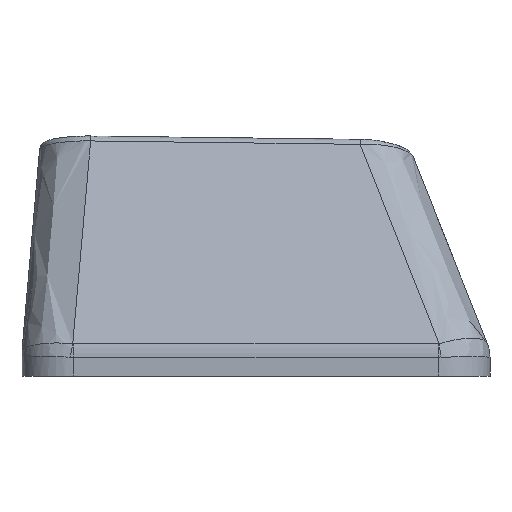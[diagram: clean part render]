
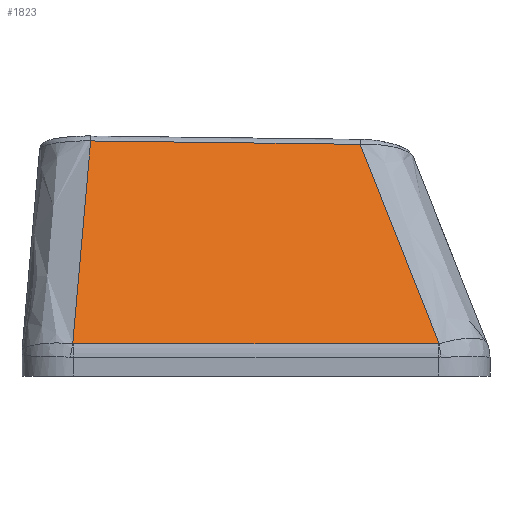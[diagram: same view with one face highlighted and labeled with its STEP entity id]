
A CAD part, left-side view. The second image highlights one B-rep face of the part: STEP entity #1823.
In plain terms, the highlighted free-form (B-spline) face has degree [3, 3] with [4, 4] control points.
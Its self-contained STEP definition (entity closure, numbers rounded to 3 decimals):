
#235=FACE_OUTER_BOUND('',#327,.T.);
#327=EDGE_LOOP('',(#1417,#1418,#1419,#1420,#1421,#1422));
#525=B_SPLINE_CURVE_WITH_KNOTS('',3,(#4054,#4055,#4056,#4057),
 .UNSPECIFIED.,.F.,.F.,(4,4),(0.,0.003),.UNSPECIFIED.);
#527=B_SPLINE_CURVE_WITH_KNOTS('',3,(#4081,#4082,#4083,#4084),
 .UNSPECIFIED.,.F.,.F.,(4,4),(0.,1.416),.UNSPECIFIED.);
#529=B_SPLINE_CURVE_WITH_KNOTS('',3,(#4108,#4109,#4110,#4111),
 .UNSPECIFIED.,.F.,.F.,(4,4),(0.,0.003),.UNSPECIFIED.);
#532=B_SPLINE_CURVE_WITH_KNOTS('',3,(#4207,#4208,#4209,#4210),
 .UNSPECIFIED.,.F.,.F.,(4,4),(0.032,0.914),
 .UNSPECIFIED.);
#533=B_SPLINE_CURVE_WITH_KNOTS('',3,(#4212,#4213,#4214,#4215),
 .UNSPECIFIED.,.F.,.F.,(4,4),(-1.046,0.),
 .UNSPECIFIED.);
#534=B_SPLINE_CURVE_WITH_KNOTS('',3,(#4216,#4217,#4218,#4219),
 .UNSPECIFIED.,.F.,.F.,(4,4),(-0.869,-0.026),
 .UNSPECIFIED.);
#735=VERTEX_POINT('',#4013);
#737=VERTEX_POINT('',#4052);
#739=VERTEX_POINT('',#4079);
#741=VERTEX_POINT('',#4106);
#748=VERTEX_POINT('',#4206);
#749=VERTEX_POINT('',#4211);
#977=EDGE_CURVE('',#737,#735,#525,.T.);
#980=EDGE_CURVE('',#739,#737,#527,.T.);
#983=EDGE_CURVE('',#741,#739,#529,.T.);
#995=EDGE_CURVE('',#748,#741,#532,.T.);
#996=EDGE_CURVE('',#749,#748,#533,.T.);
#997=EDGE_CURVE('',#735,#749,#534,.T.);
#1417=ORIENTED_EDGE('',*,*,#977,.F.);
#1418=ORIENTED_EDGE('',*,*,#980,.F.);
#1419=ORIENTED_EDGE('',*,*,#983,.F.);
#1420=ORIENTED_EDGE('',*,*,#995,.F.);
#1421=ORIENTED_EDGE('',*,*,#996,.F.);
#1422=ORIENTED_EDGE('',*,*,#997,.F.);
#1764=B_SPLINE_SURFACE_WITH_KNOTS('',3,3,((#4190,#4191,#4192,#4193),(#4194,
#4195,#4196,#4197),(#4198,#4199,#4200,#4201),(#4202,#4203,#4204,#4205)),
 .UNSPECIFIED.,.F.,.F.,.F.,(4,4),(4,4),(0.104,0.892),
(0.029,0.97),.UNSPECIFIED.);
#1823=ADVANCED_FACE('',(#235),#1764,.T.);
#4013=CARTESIAN_POINT('',(-8.986,7.111,0.255));
#4052=CARTESIAN_POINT('',(-8.987,7.08,0.253));
#4054=CARTESIAN_POINT('Ctrl Pts',(-8.987,7.08,0.253));
#4055=CARTESIAN_POINT('Ctrl Pts',(-8.987,7.091,0.253));
#4056=CARTESIAN_POINT('Ctrl Pts',(-8.986,7.101,0.254));
#4057=CARTESIAN_POINT('Ctrl Pts',(-8.986,7.111,0.255));
#4079=CARTESIAN_POINT('',(-8.984,-7.081,0.255));
#4081=CARTESIAN_POINT('Ctrl Pts',(-8.984,-7.081,0.255));
#4082=CARTESIAN_POINT('Ctrl Pts',(-8.985,-2.36,0.255));
#4083=CARTESIAN_POINT('Ctrl Pts',(-8.986,2.36,0.254));
#4084=CARTESIAN_POINT('Ctrl Pts',(-8.987,7.08,0.253));
#4106=CARTESIAN_POINT('',(-8.984,-7.106,0.257));
#4108=CARTESIAN_POINT('Ctrl Pts',(-8.984,-7.106,0.257));
#4109=CARTESIAN_POINT('Ctrl Pts',(-8.984,-7.098,0.256));
#4110=CARTESIAN_POINT('Ctrl Pts',(-8.984,-7.089,0.255));
#4111=CARTESIAN_POINT('Ctrl Pts',(-8.984,-7.081,0.255));
#4190=CARTESIAN_POINT('Ctrl Pts',(-6.06,-4.418,8.028));
#4191=CARTESIAN_POINT('Ctrl Pts',(-7.036,-5.315,5.435));
#4192=CARTESIAN_POINT('Ctrl Pts',(-8.011,-6.212,2.843));
#4193=CARTESIAN_POINT('Ctrl Pts',(-8.987,-7.109,0.25));
#4194=CARTESIAN_POINT('Ctrl Pts',(-6.06,-0.669,
8.062));
#4195=CARTESIAN_POINT('Ctrl Pts',(-7.036,-1.236,5.458));
#4196=CARTESIAN_POINT('Ctrl Pts',(-8.011,-1.802,2.854));
#4197=CARTESIAN_POINT('Ctrl Pts',(-8.987,-2.369,0.251));
#4198=CARTESIAN_POINT('Ctrl Pts',(-6.06,3.08,8.095));
#4199=CARTESIAN_POINT('Ctrl Pts',(-7.036,2.844,5.481));
#4200=CARTESIAN_POINT('Ctrl Pts',(-8.011,2.607,2.866));
#4201=CARTESIAN_POINT('Ctrl Pts',(-8.987,2.371,0.252));
#4202=CARTESIAN_POINT('Ctrl Pts',(-6.06,6.828,8.128));
#4203=CARTESIAN_POINT('Ctrl Pts',(-7.036,6.923,5.503));
#4204=CARTESIAN_POINT('Ctrl Pts',(-8.011,7.017,2.878));
#4205=CARTESIAN_POINT('Ctrl Pts',(-8.987,7.111,0.253));
#4206=CARTESIAN_POINT('',(-6.075,-4.042,7.993));
#4207=CARTESIAN_POINT('Ctrl Pts',(-6.075,-4.042,7.993));
#4208=CARTESIAN_POINT('Ctrl Pts',(-7.044,-5.063,5.414));
#4209=CARTESIAN_POINT('Ctrl Pts',(-8.014,-6.085,2.836));
#4210=CARTESIAN_POINT('Ctrl Pts',(-8.984,-7.106,0.257));
#4211=CARTESIAN_POINT('',(-6.06,6.417,8.125));
#4212=CARTESIAN_POINT('Ctrl Pts',(-6.06,6.417,8.125));
#4213=CARTESIAN_POINT('Ctrl Pts',(-6.065,2.93,8.081));
#4214=CARTESIAN_POINT('Ctrl Pts',(-6.07,-0.556,8.038));
#4215=CARTESIAN_POINT('Ctrl Pts',(-6.075,-4.042,7.993));
#4216=CARTESIAN_POINT('Ctrl Pts',(-8.986,7.111,0.255));
#4217=CARTESIAN_POINT('Ctrl Pts',(-8.011,6.88,2.879));
#4218=CARTESIAN_POINT('Ctrl Pts',(-7.036,6.649,5.502));
#4219=CARTESIAN_POINT('Ctrl Pts',(-6.06,6.417,8.125));
